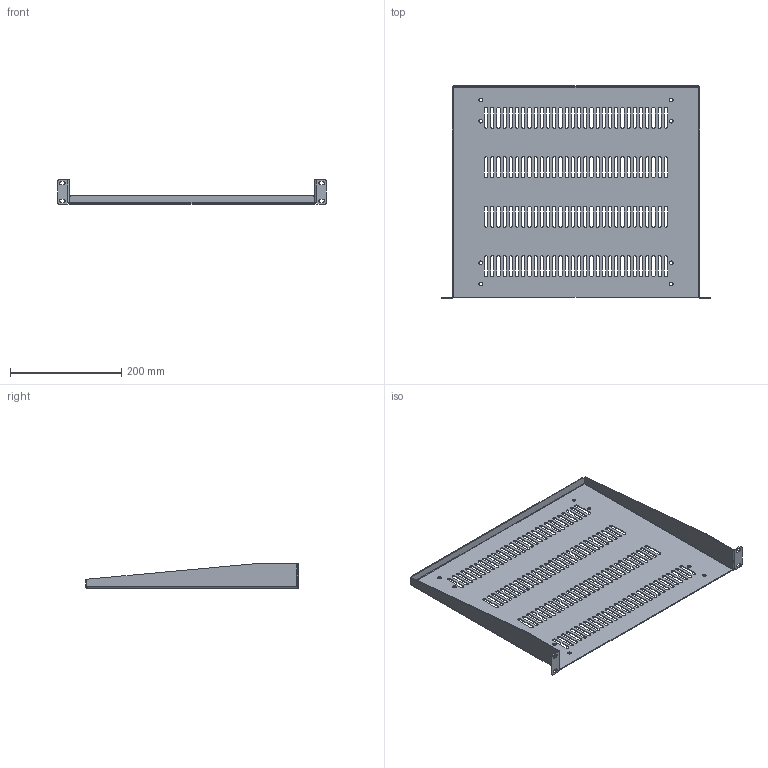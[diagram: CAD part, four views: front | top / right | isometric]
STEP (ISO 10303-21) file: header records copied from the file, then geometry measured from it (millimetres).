
FILE_DESCRIPTION (( 'STEP AP203' ), '1' );
FILE_NAME ('RASV190115BK1.step', '2020-11-12T15:55:14', ( 'ADC123' ), ( 'Microsoft' ), 'SwSTEP 2.0', 'SolidWorks 2019', '' );
FILE_SCHEMA (( 'CONFIG_CONTROL_DESIGN' ));
Length unit declared in the file: inch
Products named in the file (1): RASV190115BK1
Bounding box: 482.75 x 381 x 43.64 mm (x, y, z)
Volume: 314476.5 mm3; surface area: 366046.3 mm2
Topology: 1 solids, 1 shells, 568 faces, 1674 edges, 1108 vertices
Faces by surface type: plane 288, cylinder 276, bspline 4
Full cylindrical faces by diameter (mm): 6.35 x8
Entity records: 19841 total; most frequent: CARTESIAN_POINT 3647, ORIENTED_EDGE 3332, DIRECTION 3320, EDGE_CURVE 1666, AXIS2_PLACEMENT_3D 1109, VERTEX_POINT 1108, LINE 1102, VECTOR 1102
